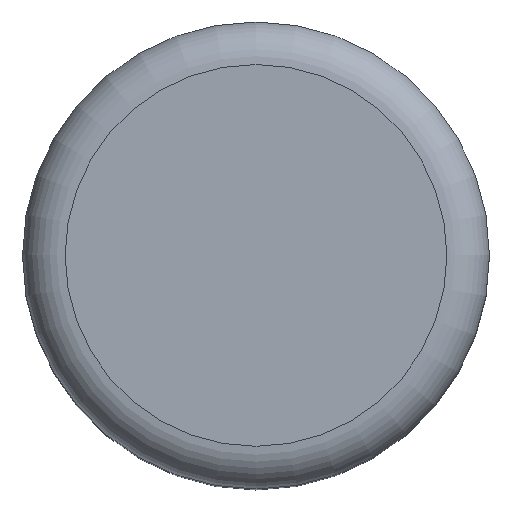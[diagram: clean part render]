
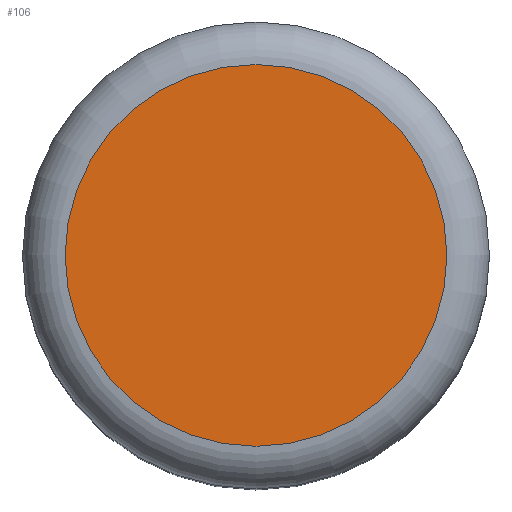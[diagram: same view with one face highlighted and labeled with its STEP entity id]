
A CAD part, top view. The second image highlights one B-rep face of the part: STEP entity #106.
In plain terms, the highlighted planar face has unit normal (0, 0, 1).
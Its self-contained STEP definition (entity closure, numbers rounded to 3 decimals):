
#106 = ADVANCED_FACE( '', ( #248 ), #249, .F. );
#248 = FACE_OUTER_BOUND( '', #433, .T. );
#249 = PLANE( '', #434 );
#433 = EDGE_LOOP( '', ( #680 ) );
#434 = AXIS2_PLACEMENT_3D( '', #681, #682, #683 );
#680 = ORIENTED_EDGE( '', *, *, #998, .T. );
#681 = CARTESIAN_POINT( '', ( 0., 6.949, 40. ) );
#682 = DIRECTION( '', ( 0., 0., -1. ) );
#683 = DIRECTION( '', ( -1., 0., 0. ) );
#998 = EDGE_CURVE( '', #1183, #1183, #1184, .T. );
#1183 = VERTEX_POINT( '', #1422 );
#1184 = CIRCLE( '', #1423, 6.949 );
#1422 = CARTESIAN_POINT( '', ( 6.949, 0., 40. ) );
#1423 = AXIS2_PLACEMENT_3D( '', #1635, #1636, #1637 );
#1635 = CARTESIAN_POINT( '', ( 0., 0., 40. ) );
#1636 = DIRECTION( '', ( 0., 0., 1. ) );
#1637 = DIRECTION( '', ( 1., 0., 0. ) );
